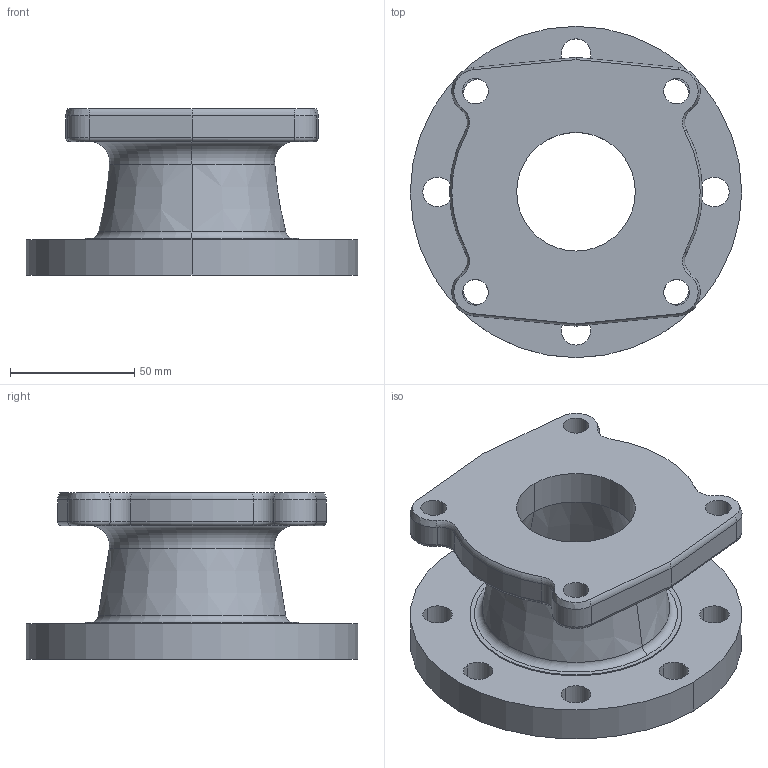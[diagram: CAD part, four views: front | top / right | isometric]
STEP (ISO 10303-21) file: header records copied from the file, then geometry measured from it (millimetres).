
FILE_DESCRIPTION((''),'2;1');
FILE_NAME('C41128','2014-06-12T',('sobri'),(''),'PRO/ENGINEER BY PARAMETRIC TECHNOLOGY CORPORATION, 2011180','PRO/ENGINEER BY PARAMETRIC TECHNOLOGY CORPORATION, 2011180','');
FILE_SCHEMA(('CONFIG_CONTROL_DESIGN'));
Length unit declared in the file: inch
Products named in the file (1): C41128
Bounding box: 133.1 x 133.1 x 66.67 mm (x, y, z)
Volume: 296375.8 mm3; surface area: 70530.2 mm2
Topology: 1 solids, 1 shells, 95 faces, 228 edges, 140 vertices
Faces by surface type: cylinder 54, torus 20, plane 11, cone 6, bspline 4
Entity records: 2956 total; most frequent: DIRECTION 558, CARTESIAN_POINT 545, ORIENTED_EDGE 456, AXIS2_PLACEMENT_3D 243, EDGE_CURVE 228, CIRCLE 152, VERTEX_POINT 140, EDGE_LOOP 126
